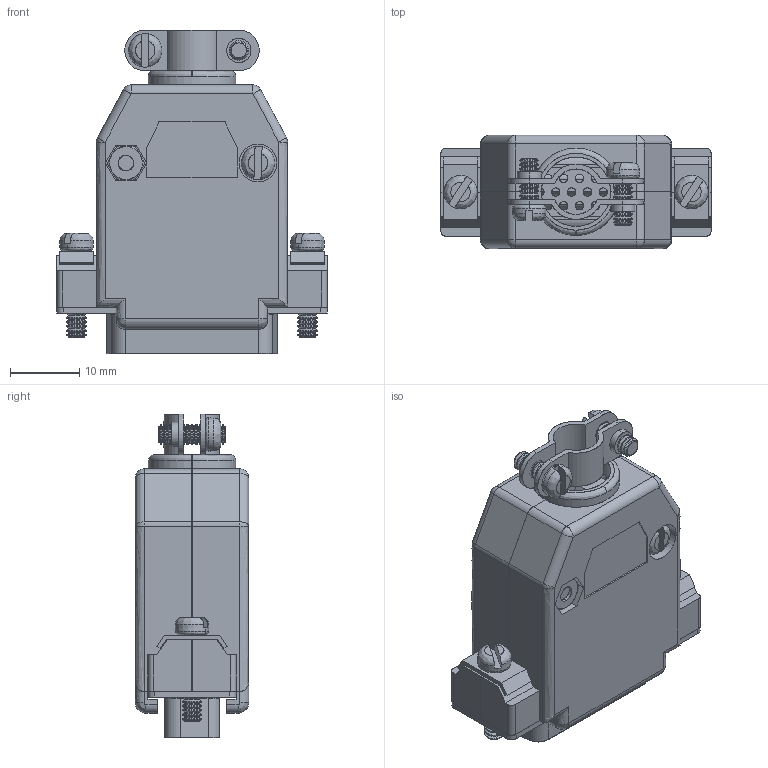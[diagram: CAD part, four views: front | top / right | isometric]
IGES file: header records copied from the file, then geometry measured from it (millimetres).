
Start section: SolidWorks IGES file using analytic representation for surfaces
Global section: file name: 24189-01-A.IGS; native system: SolidWorks 2019; preprocessor: SolidWorks 2019; author: Obadiah Bucchieri; date: 201015.154911; units: inch
Bounding box: 39.09 x 16.36 x 46.75 mm (x, y, z)
Surface area: 14323 mm2 (no closed solid volume)
Topology: 0 solids, 0 shells, 1385 faces, 11706 edges, 11690 vertices
Faces by surface type: revolution 1000, bspline 385
